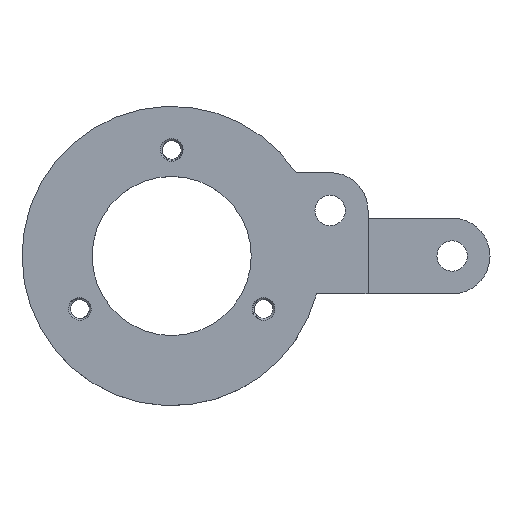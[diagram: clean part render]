
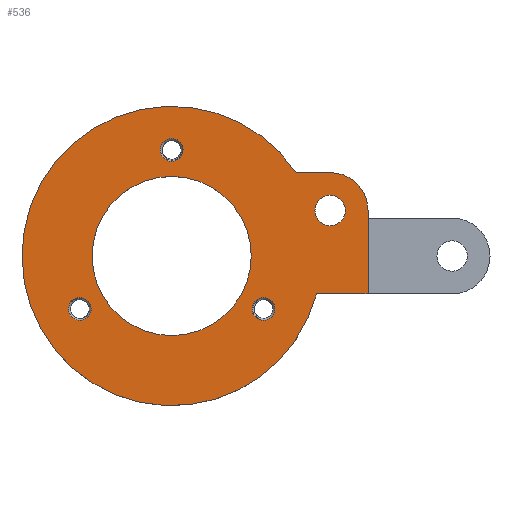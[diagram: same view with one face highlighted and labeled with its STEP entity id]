
A CAD part, top view. The second image highlights one B-rep face of the part: STEP entity #536.
In plain terms, the highlighted planar face has unit normal (0, 0, 1).
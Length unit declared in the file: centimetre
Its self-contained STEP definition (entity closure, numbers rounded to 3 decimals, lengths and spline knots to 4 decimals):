
#152=VECTOR('',#611,1.);
#156=VECTOR('',#616,1.);
#159=VECTOR('',#648,1.);
#170=LINE('',#719,#152);
#174=LINE('',#726,#156);
#177=LINE('',#5460,#159);
#190=VERTEX_POINT('',#718);
#191=VERTEX_POINT('',#720);
#193=VERTEX_POINT('',#727);
#197=VERTEX_POINT('',#1436);
#203=VERTEX_POINT('',#3010);
#209=VERTEX_POINT('',#4584);
#213=VERTEX_POINT('',#5459);
#214=VERTEX_POINT('',#5461);
#215=VERTEX_POINT('',#5465);
#216=VERTEX_POINT('',#5467);
#232=CIRCLE('',#567,0.3);
#233=CIRCLE('',#570,1.);
#234=CIRCLE('',#571,3.95);
#235=CIRCLE('',#572,0.3);
#236=CIRCLE('',#573,2.1);
#237=CIRCLE('',#574,0.4);
#238=CIRCLE('',#575,0.3);
#255=EDGE_CURVE('',#190,#191,#170,.T.);
#259=EDGE_CURVE('',#191,#193,#174,.T.);
#290=EDGE_CURVE('',#203,#203,#232,.T.);
#291=EDGE_CURVE('',#213,#190,#233,.T.);
#292=EDGE_CURVE('',#214,#213,#177,.T.);
#293=EDGE_CURVE('',#193,#214,#234,.T.);
#294=EDGE_CURVE('',#197,#197,#235,.T.);
#295=EDGE_CURVE('',#215,#215,#236,.T.);
#296=EDGE_CURVE('',#216,#216,#237,.T.);
#297=EDGE_CURVE('',#209,#209,#238,.T.);
#374=ORIENTED_EDGE('',*,*,#255,.F.);
#375=ORIENTED_EDGE('',*,*,#291,.F.);
#376=ORIENTED_EDGE('',*,*,#292,.F.);
#377=ORIENTED_EDGE('',*,*,#293,.F.);
#378=ORIENTED_EDGE('',*,*,#259,.F.);
#379=ORIENTED_EDGE('',*,*,#294,.F.);
#380=ORIENTED_EDGE('',*,*,#295,.F.);
#381=ORIENTED_EDGE('',*,*,#296,.F.);
#382=ORIENTED_EDGE('',*,*,#297,.F.);
#383=ORIENTED_EDGE('',*,*,#290,.F.);
#451=EDGE_LOOP('',(#374,#375,#376,#377,#378));
#452=EDGE_LOOP('',(#379));
#453=EDGE_LOOP('',(#380));
#454=EDGE_LOOP('',(#381));
#455=EDGE_LOOP('',(#382));
#456=EDGE_LOOP('',(#383));
#494=FACE_BOUND('',#451,.T.);
#495=FACE_BOUND('',#452,.T.);
#496=FACE_BOUND('',#453,.T.);
#497=FACE_BOUND('',#454,.T.);
#498=FACE_BOUND('',#455,.T.);
#499=FACE_BOUND('',#456,.T.);
#536=ADVANCED_FACE('',(#494,#495,#496,#497,#498,#499),#5500,.T.);
#567=AXIS2_PLACEMENT_3D('',#5455,#641,#642);
#569=AXIS2_PLACEMENT_3D('',#5457,#645,$);
#570=AXIS2_PLACEMENT_3D('',#5458,#646,#647);
#571=AXIS2_PLACEMENT_3D('',#5462,#649,#650);
#572=AXIS2_PLACEMENT_3D('',#5463,#651,#652);
#573=AXIS2_PLACEMENT_3D('',#5464,#653,#654);
#574=AXIS2_PLACEMENT_3D('',#5466,#655,#656);
#575=AXIS2_PLACEMENT_3D('',#5468,#657,#658);
#611=DIRECTION('',(0.,-1.,0.));
#616=DIRECTION('',(-1.,0.,0.));
#641=DIRECTION('',(0.,0.,1.));
#642=DIRECTION('',(0.15,-0.26,0.));
#645=DIRECTION('',(0.,0.,1.));
#646=DIRECTION('',(0.,0.,-1.));
#647=DIRECTION('',(1.,0.,0.));
#648=DIRECTION('',(1.,0.,0.));
#649=DIRECTION('',(0.,0.,-1.));
#650=DIRECTION('',(3.95,0.,0.));
#651=DIRECTION('',(0.,0.,1.));
#652=DIRECTION('',(0.15,0.26,0.));
#653=DIRECTION('',(0.,0.,1.));
#654=DIRECTION('',(2.1,0.,0.));
#655=DIRECTION('',(0.,0.,1.));
#656=DIRECTION('',(0.4,0.,0.));
#657=DIRECTION('',(0.,0.,1.));
#658=DIRECTION('',(-0.3,0.,0.));
#718=CARTESIAN_POINT('',(5.1812,1.2,0.8));
#719=CARTESIAN_POINT('',(5.1812,1.2,0.8));
#720=CARTESIAN_POINT('',(5.1812,-1.,0.8));
#726=CARTESIAN_POINT('',(7.4,-1.,0.8));
#727=CARTESIAN_POINT('',(3.8213,-1.,0.8));
#1436=CARTESIAN_POINT('',(2.3784,-1.6964,0.8));
#3010=CARTESIAN_POINT('',(-2.6583,-1.2115,0.8));
#4584=CARTESIAN_POINT('',(0.2799,2.9079,0.8));
#5455=CARTESIAN_POINT('',(-2.4249,-1.4,0.8));
#5457=CARTESIAN_POINT('',(2.0177,0.0902,0.8));
#5458=CARTESIAN_POINT('',(4.1812,1.2,0.8));
#5459=CARTESIAN_POINT('',(4.1812,2.2,0.8));
#5460=CARTESIAN_POINT('',(3.2806,2.2,0.8));
#5461=CARTESIAN_POINT('',(3.2806,2.2,0.8));
#5462=CARTESIAN_POINT('',(0.,0.,0.8));
#5463=CARTESIAN_POINT('',(2.4249,-1.4,0.8));
#5464=CARTESIAN_POINT('',(0.,0.,0.8));
#5465=CARTESIAN_POINT('',(2.1,0.,0.8));
#5466=CARTESIAN_POINT('',(4.1812,1.2,0.8));
#5467=CARTESIAN_POINT('',(4.5812,1.2,0.8));
#5468=CARTESIAN_POINT('',(0.,2.8,0.8));
#5500=PLANE('',#569);
